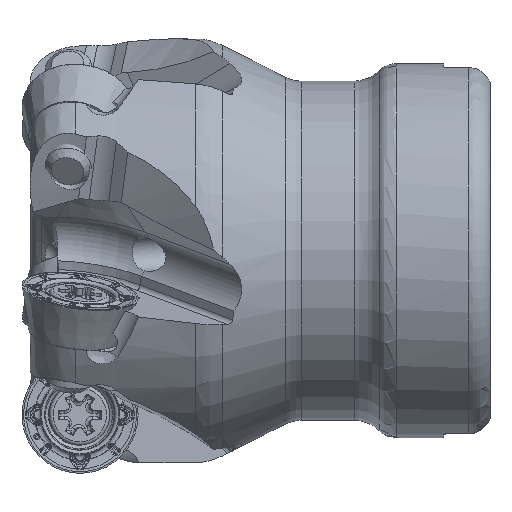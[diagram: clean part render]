
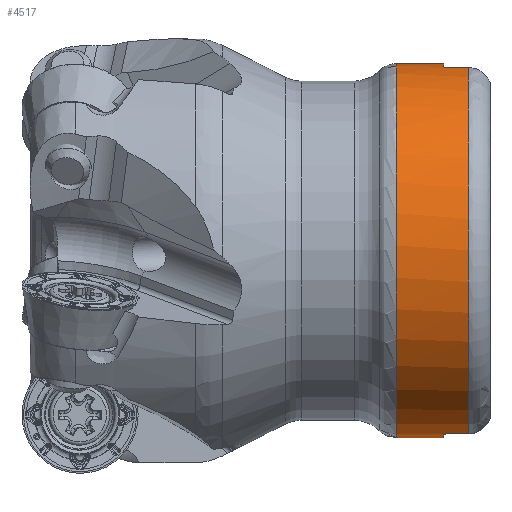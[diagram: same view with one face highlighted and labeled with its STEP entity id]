
A CAD part, top view. The second image highlights one B-rep face of the part: STEP entity #4517.
In plain terms, the highlighted cylindrical face has radius 16 mm (diameter 32 mm), a full revolution.
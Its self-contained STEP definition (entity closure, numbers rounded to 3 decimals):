
#2450=FACE_BOUND('',#10485,.T.);
#2451=FACE_BOUND('',#10486,.T.);
#2763=CYLINDRICAL_SURFACE('',#42779,16.);
#3096=LINE('',#57202,#3703);
#3097=LINE('',#57207,#3704);
#3098=LINE('',#57245,#3705);
#3099=LINE('',#57249,#3706);
#3703=VECTOR('',#46853,1.);
#3704=VECTOR('',#46856,1.);
#3705=VECTOR('',#46859,1.);
#3706=VECTOR('',#46862,1.);
#4517=ADVANCED_FACE('',(#2450,#2451),#2763,.T.);
#10485=EDGE_LOOP('',(#17027));
#10486=EDGE_LOOP('',(#17028,#17029,#17030,#17031,#17032,#17033,#17034,#17035,
#17036,#17037,#17038,#17039));
#13661=B_SPLINE_CURVE_WITH_KNOTS('',3,(#57209,#57210,#57211,#57212,#57213,
#57214,#57215,#57216,#57217,#57218,#57219,#57220,#57221,#57222,#57223,#57224),
 .UNSPECIFIED.,.F.,.F.,(4,3,3,3,3,4),(0.,0.209,0.419,
0.63,0.846,1.),.UNSPECIFIED.);
#13662=B_SPLINE_CURVE_WITH_KNOTS('',3,(#57228,#57229,#57230,#57231,#57232,
#57233,#57234,#57235,#57236,#57237,#57238,#57239,#57240,#57241,#57242,#57243),
 .UNSPECIFIED.,.F.,.F.,(4,3,3,3,3,4),(0.,0.22,0.44,
0.659,0.874,1.),.UNSPECIFIED.);
#13663=B_SPLINE_CURVE_WITH_KNOTS('',3,(#57251,#57252,#57253,#57254,#57255,
#57256,#57257,#57258,#57259,#57260,#57261,#57262,#57263,#57264,#57265,#57266),
 .UNSPECIFIED.,.F.,.F.,(4,3,3,3,3,4),(0.,0.209,0.419,
0.63,0.846,1.),.UNSPECIFIED.);
#13664=B_SPLINE_CURVE_WITH_KNOTS('',3,(#57270,#57271,#57272,#57273,#57274,
#57275,#57276,#57277,#57278,#57279,#57280,#57281,#57282,#57283,#57284,#57285),
 .UNSPECIFIED.,.F.,.F.,(4,3,3,3,3,4),(0.,0.22,0.44,
0.659,0.874,1.),.UNSPECIFIED.);
#17027=ORIENTED_EDGE('',*,*,#33888,.T.);
#17028=ORIENTED_EDGE('',*,*,#33889,.F.);
#17029=ORIENTED_EDGE('',*,*,#33890,.T.);
#17030=ORIENTED_EDGE('',*,*,#33891,.F.);
#17031=ORIENTED_EDGE('',*,*,#33892,.T.);
#17032=ORIENTED_EDGE('',*,*,#33893,.F.);
#17033=ORIENTED_EDGE('',*,*,#33894,.T.);
#17034=ORIENTED_EDGE('',*,*,#33895,.F.);
#17035=ORIENTED_EDGE('',*,*,#33896,.T.);
#17036=ORIENTED_EDGE('',*,*,#33897,.F.);
#17037=ORIENTED_EDGE('',*,*,#33898,.T.);
#17038=ORIENTED_EDGE('',*,*,#33899,.F.);
#17039=ORIENTED_EDGE('',*,*,#33900,.T.);
#30040=VERTEX_POINT('',#57201);
#30041=VERTEX_POINT('',#57203);
#30042=VERTEX_POINT('',#57204);
#30043=VERTEX_POINT('',#57206);
#30044=VERTEX_POINT('',#57208);
#30045=VERTEX_POINT('',#57225);
#30046=VERTEX_POINT('',#57227);
#30047=VERTEX_POINT('',#57244);
#30048=VERTEX_POINT('',#57246);
#30049=VERTEX_POINT('',#57248);
#30050=VERTEX_POINT('',#57250);
#30051=VERTEX_POINT('',#57267);
#30052=VERTEX_POINT('',#57269);
#33888=EDGE_CURVE('',#30040,#30040,#40166,.T.);
#33889=EDGE_CURVE('',#30041,#30042,#3096,.T.);
#33890=EDGE_CURVE('',#30041,#30043,#40167,.T.);
#33891=EDGE_CURVE('',#30044,#30043,#3097,.T.);
#33892=EDGE_CURVE('',#30044,#30045,#13661,.T.);
#33893=EDGE_CURVE('',#30046,#30045,#40168,.T.);
#33894=EDGE_CURVE('',#30046,#30047,#13662,.T.);
#33895=EDGE_CURVE('',#30048,#30047,#3098,.T.);
#33896=EDGE_CURVE('',#30048,#30049,#40169,.T.);
#33897=EDGE_CURVE('',#30050,#30049,#3099,.T.);
#33898=EDGE_CURVE('',#30050,#30051,#13663,.T.);
#33899=EDGE_CURVE('',#30052,#30051,#40170,.T.);
#33900=EDGE_CURVE('',#30052,#30042,#13664,.T.);
#40166=CIRCLE('',#42774,16.);
#40167=CIRCLE('',#42775,16.);
#40168=CIRCLE('',#42776,16.);
#40169=CIRCLE('',#42777,16.);
#40170=CIRCLE('',#42778,16.);
#42774=AXIS2_PLACEMENT_3D('',#57200,#46851,#46852);
#42775=AXIS2_PLACEMENT_3D('',#57205,#46854,#46855);
#42776=AXIS2_PLACEMENT_3D('',#57226,#46857,#46858);
#42777=AXIS2_PLACEMENT_3D('',#57247,#46860,#46861);
#42778=AXIS2_PLACEMENT_3D('',#57268,#46863,#46864);
#42779=AXIS2_PLACEMENT_3D('',#57286,#46865,#46866);
#46851=DIRECTION('',(1.,0.,0.));
#46852=DIRECTION('',(0.,0.,-1.));
#46853=DIRECTION('',(-1.,0.,0.));
#46854=DIRECTION('',(-1.,0.,0.));
#46855=DIRECTION('',(0.,0.,-1.));
#46856=DIRECTION('',(1.,0.,0.));
#46857=DIRECTION('',(1.,0.,0.));
#46858=DIRECTION('',(0.,0.,1.));
#46859=DIRECTION('',(-1.,0.,0.));
#46860=DIRECTION('',(-1.,0.,0.));
#46861=DIRECTION('',(0.,0.,-1.));
#46862=DIRECTION('',(1.,0.,0.));
#46863=DIRECTION('',(1.,0.,0.));
#46864=DIRECTION('',(0.,0.,1.));
#46865=DIRECTION('',(1.,0.,0.));
#46866=DIRECTION('',(0.,0.,1.));
#57200=CARTESIAN_POINT('',(31.978,0.,0.));
#57201=CARTESIAN_POINT('',(31.978,0.,-16.));
#57202=CARTESIAN_POINT('',(40.,15.64,-3.375));
#57203=CARTESIAN_POINT('',(38.205,15.64,-3.375));
#57204=CARTESIAN_POINT('',(36.443,15.64,-3.375));
#57205=CARTESIAN_POINT('',(38.205,0.,0.));
#57206=CARTESIAN_POINT('',(38.205,-15.64,-3.375));
#57207=CARTESIAN_POINT('',(40.,-15.64,-3.375));
#57208=CARTESIAN_POINT('',(36.443,-15.64,-3.375));
#57209=CARTESIAN_POINT('',(36.443,-15.64,-3.375));
#57210=CARTESIAN_POINT('',(36.399,-15.64,-3.375));
#57211=CARTESIAN_POINT('',(36.354,-15.642,-3.368));
#57212=CARTESIAN_POINT('',(36.312,-15.645,-3.353));
#57213=CARTESIAN_POINT('',(36.271,-15.648,-3.339));
#57214=CARTESIAN_POINT('',(36.231,-15.652,-3.317));
#57215=CARTESIAN_POINT('',(36.197,-15.658,-3.291));
#57216=CARTESIAN_POINT('',(36.162,-15.664,-3.263));
#57217=CARTESIAN_POINT('',(36.131,-15.671,-3.23));
#57218=CARTESIAN_POINT('',(36.107,-15.678,-3.193));
#57219=CARTESIAN_POINT('',(36.083,-15.686,-3.156));
#57220=CARTESIAN_POINT('',(36.065,-15.694,-3.114));
#57221=CARTESIAN_POINT('',(36.054,-15.703,-3.07));
#57222=CARTESIAN_POINT('',(36.047,-15.709,-3.039));
#57223=CARTESIAN_POINT('',(36.043,-15.715,-3.007));
#57224=CARTESIAN_POINT('',(36.043,-15.721,-2.975));
#57225=CARTESIAN_POINT('',(36.043,-15.721,-2.975));
#57226=CARTESIAN_POINT('',(36.043,0.,0.));
#57227=CARTESIAN_POINT('',(36.043,-15.721,2.975));
#57228=CARTESIAN_POINT('',(36.043,-15.721,2.975));
#57229=CARTESIAN_POINT('',(36.043,-15.712,3.02));
#57230=CARTESIAN_POINT('',(36.051,-15.703,3.067));
#57231=CARTESIAN_POINT('',(36.066,-15.695,3.109));
#57232=CARTESIAN_POINT('',(36.081,-15.686,3.152));
#57233=CARTESIAN_POINT('',(36.104,-15.678,3.193));
#57234=CARTESIAN_POINT('',(36.133,-15.671,3.229));
#57235=CARTESIAN_POINT('',(36.162,-15.664,3.264));
#57236=CARTESIAN_POINT('',(36.198,-15.657,3.294));
#57237=CARTESIAN_POINT('',(36.237,-15.652,3.318));
#57238=CARTESIAN_POINT('',(36.275,-15.647,3.341));
#57239=CARTESIAN_POINT('',(36.318,-15.644,3.358));
#57240=CARTESIAN_POINT('',(36.363,-15.642,3.367));
#57241=CARTESIAN_POINT('',(36.389,-15.641,3.372));
#57242=CARTESIAN_POINT('',(36.416,-15.64,3.375));
#57243=CARTESIAN_POINT('',(36.443,-15.64,3.375));
#57244=CARTESIAN_POINT('',(36.443,-15.64,3.375));
#57245=CARTESIAN_POINT('',(40.,-15.64,3.375));
#57246=CARTESIAN_POINT('',(38.205,-15.64,3.375));
#57247=CARTESIAN_POINT('',(38.205,0.,0.));
#57248=CARTESIAN_POINT('',(38.205,15.64,3.375));
#57249=CARTESIAN_POINT('',(40.,15.64,3.375));
#57250=CARTESIAN_POINT('',(36.443,15.64,3.375));
#57251=CARTESIAN_POINT('',(36.443,15.64,3.375));
#57252=CARTESIAN_POINT('',(36.399,15.64,3.375));
#57253=CARTESIAN_POINT('',(36.354,15.642,3.368));
#57254=CARTESIAN_POINT('',(36.312,15.645,3.353));
#57255=CARTESIAN_POINT('',(36.271,15.648,3.339));
#57256=CARTESIAN_POINT('',(36.231,15.652,3.317));
#57257=CARTESIAN_POINT('',(36.197,15.658,3.291));
#57258=CARTESIAN_POINT('',(36.162,15.664,3.263));
#57259=CARTESIAN_POINT('',(36.131,15.671,3.23));
#57260=CARTESIAN_POINT('',(36.107,15.678,3.193));
#57261=CARTESIAN_POINT('',(36.083,15.686,3.156));
#57262=CARTESIAN_POINT('',(36.065,15.694,3.114));
#57263=CARTESIAN_POINT('',(36.054,15.703,3.07));
#57264=CARTESIAN_POINT('',(36.047,15.709,3.039));
#57265=CARTESIAN_POINT('',(36.043,15.715,3.007));
#57266=CARTESIAN_POINT('',(36.043,15.721,2.975));
#57267=CARTESIAN_POINT('',(36.043,15.721,2.975));
#57268=CARTESIAN_POINT('',(36.043,0.,0.));
#57269=CARTESIAN_POINT('',(36.043,15.721,-2.975));
#57270=CARTESIAN_POINT('',(36.043,15.721,-2.975));
#57271=CARTESIAN_POINT('',(36.043,15.712,-3.02));
#57272=CARTESIAN_POINT('',(36.051,15.703,-3.067));
#57273=CARTESIAN_POINT('',(36.066,15.695,-3.109));
#57274=CARTESIAN_POINT('',(36.081,15.686,-3.152));
#57275=CARTESIAN_POINT('',(36.104,15.678,-3.193));
#57276=CARTESIAN_POINT('',(36.133,15.671,-3.229));
#57277=CARTESIAN_POINT('',(36.162,15.664,-3.264));
#57278=CARTESIAN_POINT('',(36.198,15.657,-3.294));
#57279=CARTESIAN_POINT('',(36.237,15.652,-3.318));
#57280=CARTESIAN_POINT('',(36.275,15.647,-3.341));
#57281=CARTESIAN_POINT('',(36.318,15.644,-3.358));
#57282=CARTESIAN_POINT('',(36.363,15.642,-3.367));
#57283=CARTESIAN_POINT('',(36.389,15.641,-3.372));
#57284=CARTESIAN_POINT('',(36.416,15.64,-3.375));
#57285=CARTESIAN_POINT('',(36.443,15.64,-3.375));
#57286=CARTESIAN_POINT('',(40.,0.,0.));
